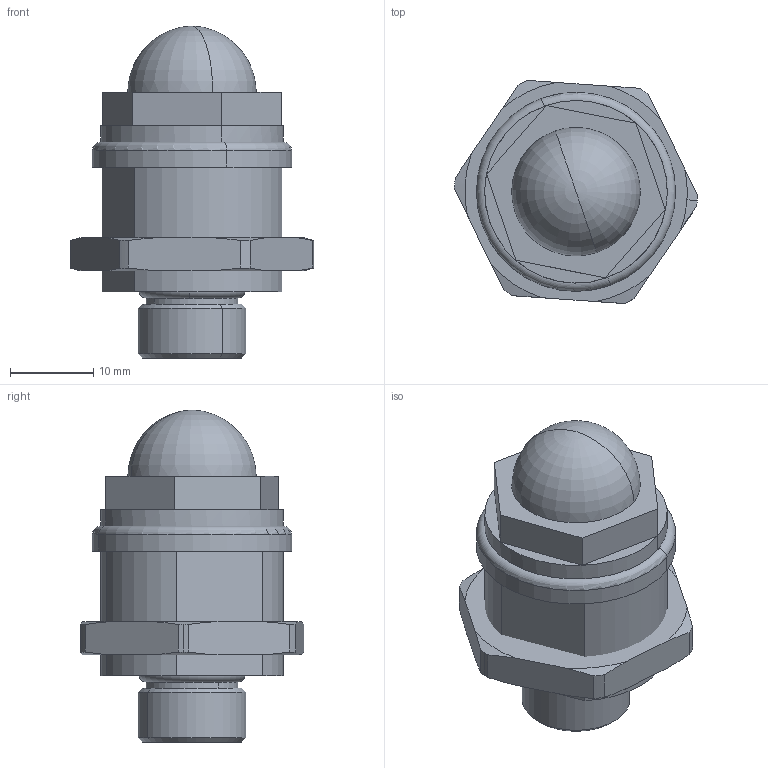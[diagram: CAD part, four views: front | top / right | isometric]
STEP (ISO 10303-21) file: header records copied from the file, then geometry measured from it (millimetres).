
FILE_DESCRIPTION(( '10.058.4R.STEP' ), '1');
FILE_NAME( '10.058.4R.STEP', '2019-09-30T10:37:41',( 'Sopra'),('sopra-pneumatic.com'), 'SwSTEP 2.0','SolidWorks 2009','' );
FILE_SCHEMA (( 'AUTOMOTIVE_DESIGN' ));
Length unit declared in the file: millimetre
Products named in the file (1): 10_58_4
Bounding box: 29.29 x 26.89 x 40 mm (x, y, z)
Volume: 12024.7 mm3; surface area: 5373.1 mm2
Topology: 3 solids, 4 shells, 78 faces, 189 edges, 120 vertices
Faces by surface type: plane 24, cylinder 23, cone 21, torus 10
Entity records: 2708 total; most frequent: CARTESIAN_POINT 490, DIRECTION 400, ORIENTED_EDGE 370, EDGE_CURVE 185, AXIS2_PLACEMENT_3D 164, VERTEX_POINT 120, EDGE_LOOP 85, CIRCLE 85
